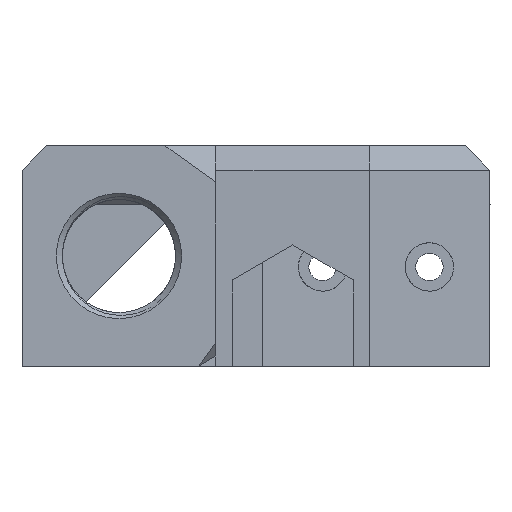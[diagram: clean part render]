
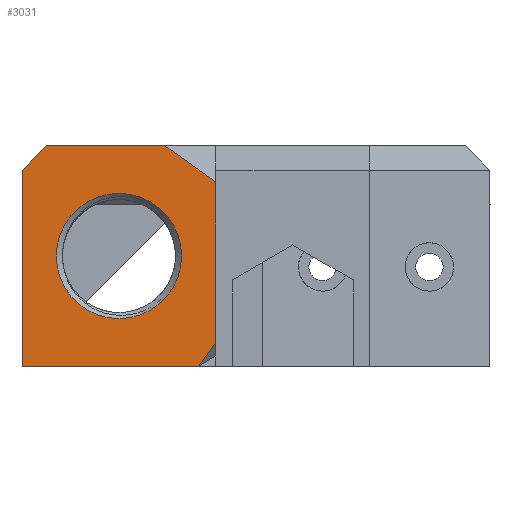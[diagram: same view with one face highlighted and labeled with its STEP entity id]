
A CAD part, left-side view. The second image highlights one B-rep face of the part: STEP entity #3031.
In plain terms, the highlighted planar face has unit normal (-1, 0, 0).
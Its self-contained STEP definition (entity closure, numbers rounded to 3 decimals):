
#31=FACE_BOUND('',#375,.T.);
#81=PLANE('',#3210);
#212=FACE_OUTER_BOUND('',#374,.T.);
#374=EDGE_LOOP('',(#2306,#2307,#2308,#2309,#2310,#2311,#2312,#2313));
#375=EDGE_LOOP('',(#2314));
#511=CIRCLE('',#3211,7.755);
#684=LINE('',#7184,#990);
#720=LINE('',#7260,#1026);
#722=LINE('',#7265,#1028);
#726=LINE('',#7274,#1032);
#729=LINE('',#7279,#1035);
#772=LINE('',#7658,#1078);
#773=LINE('',#7659,#1079);
#774=LINE('',#7660,#1080);
#990=VECTOR('',#3442,10.);
#1026=VECTOR('',#3500,10.);
#1028=VECTOR('',#3504,10.);
#1032=VECTOR('',#3510,10.);
#1035=VECTOR('',#3515,10.);
#1078=VECTOR('',#3622,10.);
#1079=VECTOR('',#3623,10.);
#1080=VECTOR('',#3624,10.);
#1327=VERTEX_POINT('',#7181);
#1328=VERTEX_POINT('',#7183);
#1357=VERTEX_POINT('',#7258);
#1358=VERTEX_POINT('',#7262);
#1359=VERTEX_POINT('',#7264);
#1362=VERTEX_POINT('',#7271);
#1363=VERTEX_POINT('',#7273);
#1364=VERTEX_POINT('',#7277);
#1397=VERTEX_POINT('',#7661);
#1651=EDGE_CURVE('',#1327,#1328,#684,.T.);
#1689=EDGE_CURVE('',#1357,#1327,#720,.T.);
#1691=EDGE_CURVE('',#1358,#1359,#722,.T.);
#1695=EDGE_CURVE('',#1362,#1363,#726,.T.);
#1698=EDGE_CURVE('',#1357,#1364,#729,.T.);
#1754=EDGE_CURVE('',#1359,#1364,#772,.T.);
#1755=EDGE_CURVE('',#1363,#1358,#773,.T.);
#1756=EDGE_CURVE('',#1362,#1328,#774,.T.);
#1757=EDGE_CURVE('',#1397,#1397,#511,.T.);
#2306=ORIENTED_EDGE('',*,*,#1651,.F.);
#2307=ORIENTED_EDGE('',*,*,#1689,.F.);
#2308=ORIENTED_EDGE('',*,*,#1698,.T.);
#2309=ORIENTED_EDGE('',*,*,#1754,.F.);
#2310=ORIENTED_EDGE('',*,*,#1691,.F.);
#2311=ORIENTED_EDGE('',*,*,#1755,.F.);
#2312=ORIENTED_EDGE('',*,*,#1695,.F.);
#2313=ORIENTED_EDGE('',*,*,#1756,.T.);
#2314=ORIENTED_EDGE('',*,*,#1757,.F.);
#3031=ADVANCED_FACE('',(#212,#31),#81,.F.);
#3210=AXIS2_PLACEMENT_3D('',#7657,#3620,#3621);
#3211=AXIS2_PLACEMENT_3D('',#7662,#3625,#3626);
#3442=DIRECTION('',(0.,1.,0.));
#3500=DIRECTION('',(0.,0.,-1.));
#3504=DIRECTION('',(0.,-0.816,-0.577));
#3510=DIRECTION('',(0.,-0.707,0.707));
#3515=DIRECTION('',(0.,-0.583,0.813));
#3620=DIRECTION('center_axis',(1.,0.,0.));
#3621=DIRECTION('ref_axis',(0.,0.,-1.));
#3622=DIRECTION('',(0.,0.,-1.));
#3623=DIRECTION('',(0.,-1.,0.));
#3624=DIRECTION('',(0.,0.,-1.));
#3625=DIRECTION('center_axis',(-1.,0.,0.));
#3626=DIRECTION('ref_axis',(0.,0.,1.));
#7181=CARTESIAN_POINT('',(-38.496,249.307,-28.862));
#7183=CARTESIAN_POINT('',(-38.496,271.24,-28.862));
#7184=CARTESIAN_POINT('',(-38.496,249.921,-28.862));
#7258=CARTESIAN_POINT('',(-38.496,249.307,-28.795));
#7260=CARTESIAN_POINT('',(-38.496,249.307,-20.084));
#7262=CARTESIAN_POINT('',(-38.496,253.549,-1.588));
#7264=CARTESIAN_POINT('',(-38.496,247.24,-6.049));
#7265=CARTESIAN_POINT('',(-38.496,245.764,-7.093));
#7271=CARTESIAN_POINT('',(-38.496,271.24,-4.588));
#7273=CARTESIAN_POINT('',(-38.496,268.24,-1.588));
#7274=CARTESIAN_POINT('',(-38.496,267.368,-0.717));
#7277=CARTESIAN_POINT('',(-38.496,247.24,-25.914));
#7279=CARTESIAN_POINT('',(-38.496,244.428,-21.995));
#7657=CARTESIAN_POINT('Origin',(-38.496,246.755,-11.588));
#7658=CARTESIAN_POINT('',(-38.496,247.24,-6.548));
#7659=CARTESIAN_POINT('',(-38.496,248.997,-1.588));
#7660=CARTESIAN_POINT('',(-38.496,271.24,-12.033));
#7661=CARTESIAN_POINT('',(-38.496,259.24,-22.98));
#7662=CARTESIAN_POINT('Origin',(-38.496,259.24,-15.225));
